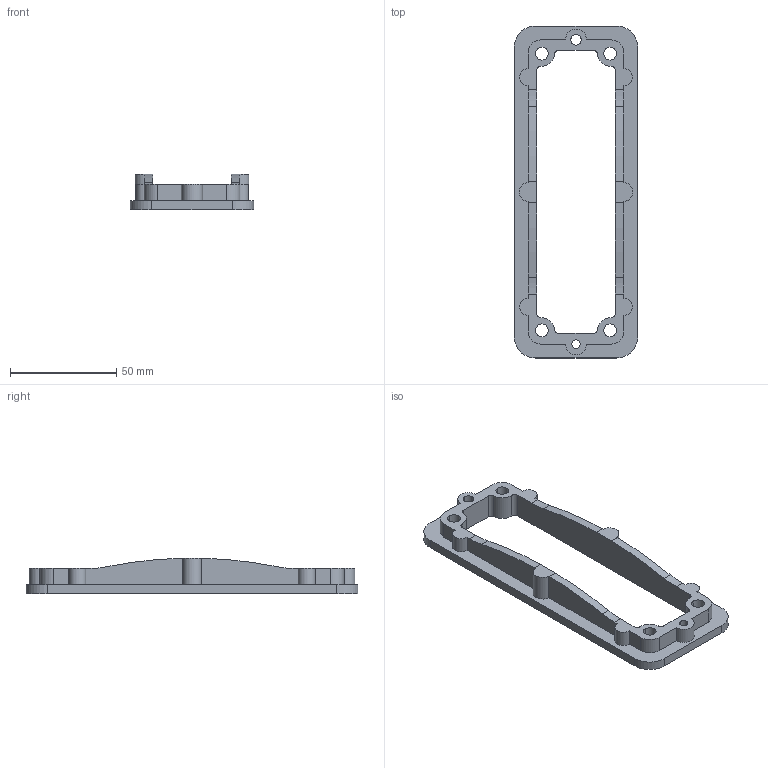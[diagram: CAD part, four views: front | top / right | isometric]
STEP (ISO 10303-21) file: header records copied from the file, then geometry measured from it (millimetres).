
FILE_DESCRIPTION(('CATIA V5 STEP Exchange','CAx-IF Rec.Pracs.--- Model Styling and Organization---1.4--- 2014-01-23'),'2;1');
FILE_NAME ('006613-2_1', '2018-11-08T14:01:06+00:00', ('none'), ('Weidmueller'), 'CATIA Version 5-6 Release 2016 SP3 HF44', 'CATIA V5 STEP AP214', 'none');
FILE_SCHEMA(('AUTOMOTIVE_DESIGN { 1 0 10303 214 1 1 1 1 }'));
Length unit declared in the file: millimetre
Products named in the file (1): 1110920000
Bounding box: 58 x 156 x 16.69 mm (x, y, z)
Volume: 33906 mm3; surface area: 19334.3 mm2
Topology: 1 solids, 1 shells, 74 faces, 216 edges, 144 vertices
Faces by surface type: cylinder 48, plane 26
Entity records: 2349 total; most frequent: ORIENTED_EDGE 432, CARTESIAN_POINT 415, DIRECTION 324, EDGE_CURVE 216, AXIS2_PLACEMENT_3D 151, VERTEX_POINT 144, VECTOR 120, LINE 120
